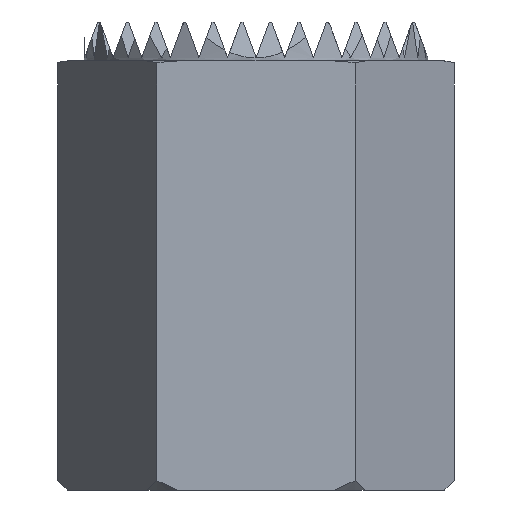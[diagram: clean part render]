
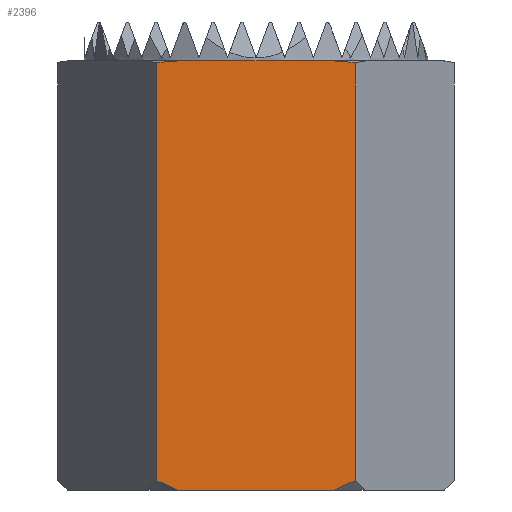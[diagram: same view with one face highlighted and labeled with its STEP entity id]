
A CAD part, left-side view. The second image highlights one B-rep face of the part: STEP entity #2396.
In plain terms, the highlighted planar face has unit normal (-1, 0, 0).
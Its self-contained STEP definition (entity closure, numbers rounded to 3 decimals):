
#200 = EDGE_CURVE ( 'NONE', #8834, #7540, #2119, .T. ) ;
#242 = CARTESIAN_POINT ( 'NONE',  ( -11., -5.041, 27.5 ) ) ;
#323 = CARTESIAN_POINT ( 'NONE',  ( -11., 6.351, 31. ) ) ;
#564 = CARTESIAN_POINT ( 'NONE',  ( -11., 5.041, 27.5 ) ) ;
#642 = CARTESIAN_POINT ( 'NONE',  ( -11., 5.477, 27.492 ) ) ;
#757 = CARTESIAN_POINT ( 'NONE',  ( -11., 0., 27.5 ) ) ;
#831 = EDGE_CURVE ( 'NONE', #8327, #9864, #9317, .T. ) ;
#1072 = EDGE_CURVE ( 'NONE', #12122, #7540, #9159, .T. ) ;
#1349 = EDGE_CURVE ( 'NONE', #8834, #9864, #11955, .T. ) ;
#1494 = CARTESIAN_POINT ( 'NONE',  ( -11., 6.351, 0.6 ) ) ;
#1560 = VERTEX_POINT ( 'NONE', #4681 ) ;
#1649 = ORIENTED_EDGE ( 'NONE', *, *, #3695, .T. ) ;
#1698 = B_SPLINE_CURVE_WITH_KNOTS ( 'NONE', 3,
 ( #9893, #13413, #2335, #4564, #3623, #242 ),
 .UNSPECIFIED., .F., .F.,
 ( 4, 2, 4 ),
 ( 0.028, 0.029, 0.03 ),
 .UNSPECIFIED. ) ;
#2119 = B_SPLINE_CURVE_WITH_KNOTS ( 'NONE', 3,
 ( #9631, #4496, #11786, #4094 ),
 .UNSPECIFIED., .F., .F.,
 ( 4, 4 ),
 ( 0.054, 0.056 ),
 .UNSPECIFIED. ) ;
#2335 = CARTESIAN_POINT ( 'NONE',  ( -11., -5.916, 27.452 ) ) ;
#2396 = ADVANCED_FACE ( 'NONE', ( #2563 ), #10184, .F. ) ;
#2563 = FACE_OUTER_BOUND ( 'NONE', #3807, .T. ) ;
#2745 = VECTOR ( 'NONE', #5219, 1000. ) ;
#2940 = ORIENTED_EDGE ( 'NONE', *, *, #8136, .T. ) ;
#3125 = LINE ( 'NONE', #757, #2745 ) ;
#3191 = CARTESIAN_POINT ( 'NONE',  ( -11., 5.045, 0. ) ) ;
#3568 = VERTEX_POINT ( 'NONE', #11336 ) ;
#3623 = CARTESIAN_POINT ( 'NONE',  ( -11., -5.26, 27.5 ) ) ;
#3635 = DIRECTION ( 'NONE',  ( 1., 0., 0. ) ) ;
#3695 = EDGE_CURVE ( 'NONE', #13773, #3568, #3125, .T. ) ;
#3806 = CARTESIAN_POINT ( 'NONE',  ( -11., 0., 27.5 ) ) ;
#3807 = EDGE_LOOP ( 'NONE', ( #2940, #6989, #4075, #4668, #8079, #7469, #10101, #1649, #9154 ) ) ;
#4036 = CARTESIAN_POINT ( 'NONE',  ( -11., 6.351, 0.6 ) ) ;
#4075 = ORIENTED_EDGE ( 'NONE', *, *, #1349, .F. ) ;
#4094 = CARTESIAN_POINT ( 'NONE',  ( -11., -6.351, 0.6 ) ) ;
#4465 = VECTOR ( 'NONE', #12072, 1000. ) ;
#4496 = CARTESIAN_POINT ( 'NONE',  ( -11., -5.492, 0.186 ) ) ;
#4564 = CARTESIAN_POINT ( 'NONE',  ( -11., -5.479, 27.492 ) ) ;
#4668 = ORIENTED_EDGE ( 'NONE', *, *, #200, .T. ) ;
#4681 = CARTESIAN_POINT ( 'NONE',  ( -11., 6.351, 27.374 ) ) ;
#5039 = CARTESIAN_POINT ( 'NONE',  ( -11., 5.915, 27.453 ) ) ;
#5056 = VERTEX_POINT ( 'NONE', #10283 ) ;
#5219 = DIRECTION ( 'NONE',  ( 0., 1., 0. ) ) ;
#5477 = DIRECTION ( 'NONE',  ( 0., 1., 0. ) ) ;
#5847 = DIRECTION ( 'NONE',  ( 0., 0., -1. ) ) ;
#5988 = CARTESIAN_POINT ( 'NONE',  ( -11., -6.351, 0.6 ) ) ;
#6561 = DIRECTION ( 'NONE',  ( 0., 1., 0. ) ) ;
#6700 = CARTESIAN_POINT ( 'NONE',  ( -11., 0., 27.5 ) ) ;
#6748 = CARTESIAN_POINT ( 'NONE',  ( -11., 6.351, 31. ) ) ;
#6989 = ORIENTED_EDGE ( 'NONE', *, *, #831, .T. ) ;
#7469 = ORIENTED_EDGE ( 'NONE', *, *, #8386, .T. ) ;
#7540 = VERTEX_POINT ( 'NONE', #5988 ) ;
#8079 = ORIENTED_EDGE ( 'NONE', *, *, #1072, .F. ) ;
#8136 = EDGE_CURVE ( 'NONE', #1560, #8327, #10130, .T. ) ;
#8327 = VERTEX_POINT ( 'NONE', #1494 ) ;
#8386 = EDGE_CURVE ( 'NONE', #12122, #5056, #1698, .T. ) ;
#8834 = VERTEX_POINT ( 'NONE', #11361 ) ;
#8855 = LINE ( 'NONE', #6700, #10202 ) ;
#8875 = EDGE_CURVE ( 'NONE', #3568, #1560, #14214, .T. ) ;
#9154 = ORIENTED_EDGE ( 'NONE', *, *, #8875, .T. ) ;
#9159 = LINE ( 'NONE', #9949, #9587 ) ;
#9317 = B_SPLINE_CURVE_WITH_KNOTS ( 'NONE', 3,
 ( #4036, #10583, #10513, #11449 ),
 .UNSPECIFIED., .F., .F.,
 ( 4, 4 ),
 ( 0.043, 0.044 ),
 .UNSPECIFIED. ) ;
#9424 = CARTESIAN_POINT ( 'NONE',  ( -11., 6.135, 27.421 ) ) ;
#9587 = VECTOR ( 'NONE', #5847, 1000. ) ;
#9631 = CARTESIAN_POINT ( 'NONE',  ( -11., -5.045, 0. ) ) ;
#9864 = VERTEX_POINT ( 'NONE', #3191 ) ;
#9893 = CARTESIAN_POINT ( 'NONE',  ( -11., -6.351, 27.374 ) ) ;
#9949 = CARTESIAN_POINT ( 'NONE',  ( -11., -6.351, 31. ) ) ;
#10101 = ORIENTED_EDGE ( 'NONE', *, *, #10220, .T. ) ;
#10130 = LINE ( 'NONE', #6748, #4465 ) ;
#10184 = PLANE ( 'NONE',  #10303 ) ;
#10202 = VECTOR ( 'NONE', #5477, 1000. ) ;
#10220 = EDGE_CURVE ( 'NONE', #5056, #13773, #8855, .T. ) ;
#10283 = CARTESIAN_POINT ( 'NONE',  ( -11., -5.041, 27.5 ) ) ;
#10303 = AXIS2_PLACEMENT_3D ( 'NONE', #323, #3635, #11261 ) ;
#10498 = CARTESIAN_POINT ( 'NONE',  ( -11., 5.259, 27.5 ) ) ;
#10513 = CARTESIAN_POINT ( 'NONE',  ( -11., 5.489, 0.185 ) ) ;
#10583 = CARTESIAN_POINT ( 'NONE',  ( -11., 5.923, 0.386 ) ) ;
#11261 = DIRECTION ( 'NONE',  ( 0., 1., 0. ) ) ;
#11336 = CARTESIAN_POINT ( 'NONE',  ( -11., 5.041, 27.5 ) ) ;
#11361 = CARTESIAN_POINT ( 'NONE',  ( -11., -5.045, 0. ) ) ;
#11449 = CARTESIAN_POINT ( 'NONE',  ( -11., 5.045, 0. ) ) ;
#11660 = VECTOR ( 'NONE', #6561, 1000. ) ;
#11786 = CARTESIAN_POINT ( 'NONE',  ( -11., -5.926, 0.388 ) ) ;
#11955 = LINE ( 'NONE', #14262, #11660 ) ;
#12072 = DIRECTION ( 'NONE',  ( 0., 0., -1. ) ) ;
#12122 = VERTEX_POINT ( 'NONE', #12720 ) ;
#12720 = CARTESIAN_POINT ( 'NONE',  ( -11., -6.351, 27.374 ) ) ;
#12732 = CARTESIAN_POINT ( 'NONE',  ( -11., 6.351, 27.374 ) ) ;
#13413 = CARTESIAN_POINT ( 'NONE',  ( -11., -6.134, 27.421 ) ) ;
#13773 = VERTEX_POINT ( 'NONE', #3806 ) ;
#14214 = B_SPLINE_CURVE_WITH_KNOTS ( 'NONE', 3,
 ( #564, #10498, #642, #5039, #9424, #12732 ),
 .UNSPECIFIED., .F., .F.,
 ( 4, 2, 4 ),
 ( 0.005, 0.006, 0.006 ),
 .UNSPECIFIED. ) ;
#14262 = CARTESIAN_POINT ( 'NONE',  ( -11., -6.351, 0. ) ) ;
